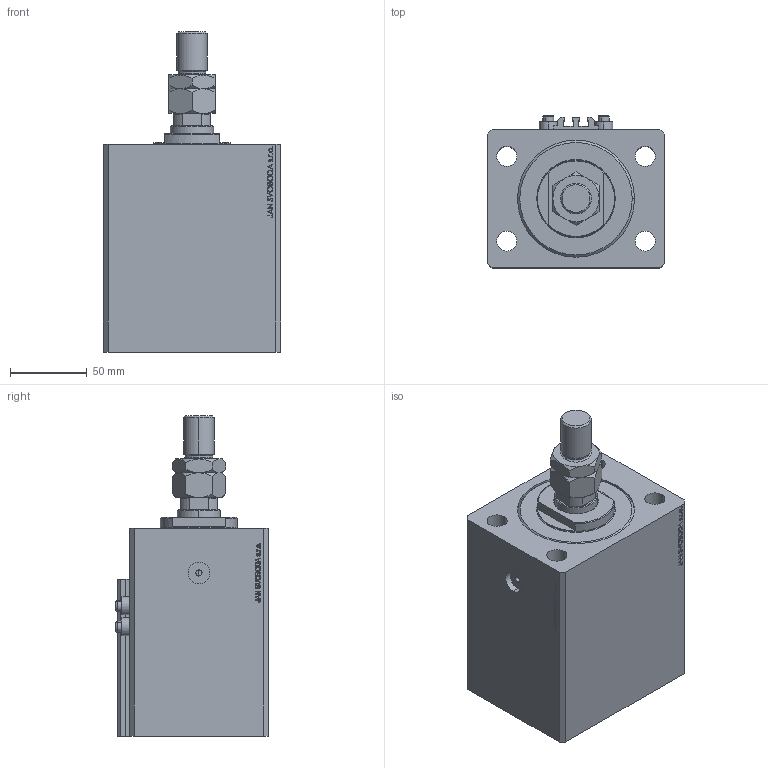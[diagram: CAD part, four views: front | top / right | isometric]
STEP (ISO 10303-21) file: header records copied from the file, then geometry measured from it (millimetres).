
FILE_DESCRIPTION (( 'STEP AP203' ), '1' );
FILE_NAME ('3aa9.STEP', '2023-10-07T19:14:54', ( '' ), ( '' ), 'SwSTEP 2.0', 'SolidWorks 2019', '' );
FILE_SCHEMA (( 'CONFIG_CONTROL_DESIGN' ));
Length unit declared in the file: millimetre
Products named in the file (6): MTA b13a3f013a06814115fa987805989454; V250CE_C_Body b13a3f013a06814115fa987805989454; V250CE_C_VCP b13a3f013a06814115fa987805989454; ALLEN BOLT V250CE b13a3f013a06814115fa987805989454; 3aa9; V250CE_VC_C b13a3f013a06814115fa987805989454
Assembly tree (8 placements, depth 2):
  3aa9
    V250CE_C_Body b13a3f013a06814115fa987805989454
    ALLEN BOLT V250CE b13a3f013a06814115fa987805989454  x4
    V250CE_C_VCP b13a3f013a06814115fa987805989454
    V250CE_VC_C b13a3f013a06814115fa987805989454
    MTA b13a3f013a06814115fa987805989454
Bounding box: 115 x 99 x 208 mm (x, y, z)
Volume: 1246991.6 mm3; surface area: 182630.5 mm2
Topology: 9 solids, 9 shells, 1087 faces, 2710 edges, 1761 vertices
Faces by surface type: plane 519, bspline 374, cylinder 92, cone 86, torus 16
Entity records: 48963 total; most frequent: CARTESIAN_POINT 26448, ORIENTED_EDGE 5110, DIRECTION 3243, EDGE_CURVE 2555, VERTEX_POINT 1677, VECTOR 1511, LINE 1511, EDGE_LOOP 1138
